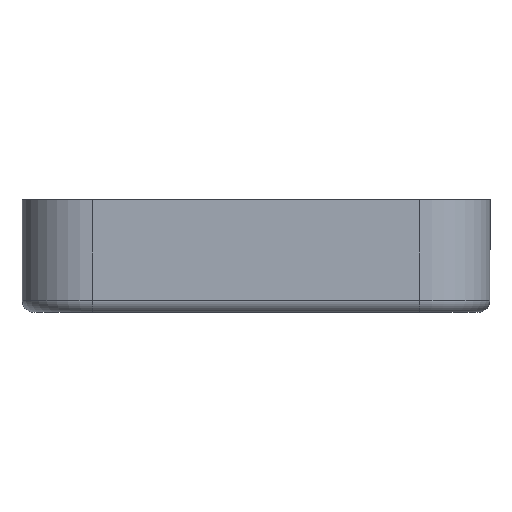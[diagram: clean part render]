
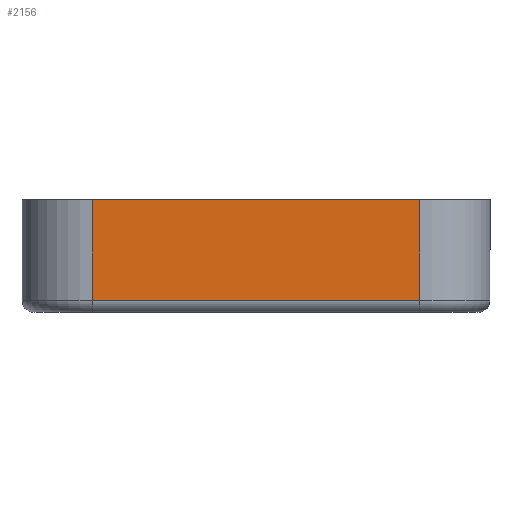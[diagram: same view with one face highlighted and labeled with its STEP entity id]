
A CAD part, left-side view. The second image highlights one B-rep face of the part: STEP entity #2156.
In plain terms, the highlighted planar face has unit normal (-1, 0, 0).
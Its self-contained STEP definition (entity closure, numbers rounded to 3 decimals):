
#266=FACE_OUTER_BOUND('',#405,.T.);
#405=EDGE_LOOP('',(#1960,#1961,#1962,#1963));
#448=LINE('',#3112,#675);
#532=LINE('',#3346,#759);
#632=LINE('',#3583,#859);
#633=LINE('',#3585,#860);
#675=VECTOR('',#2491,10.);
#759=VECTOR('',#2697,10.);
#859=VECTOR('',#2965,10.);
#860=VECTOR('',#2968,10.);
#913=VERTEX_POINT('',#3102);
#915=VERTEX_POINT('',#3108);
#1004=VERTEX_POINT('',#3343);
#1005=VERTEX_POINT('',#3345);
#1122=EDGE_CURVE('',#913,#915,#448,.T.);
#1242=EDGE_CURVE('',#1004,#1005,#532,.T.);
#1360=EDGE_CURVE('',#1004,#915,#632,.T.);
#1361=EDGE_CURVE('',#1005,#913,#633,.T.);
#1960=ORIENTED_EDGE('',*,*,#1122,.F.);
#1961=ORIENTED_EDGE('',*,*,#1361,.F.);
#1962=ORIENTED_EDGE('',*,*,#1242,.F.);
#1963=ORIENTED_EDGE('',*,*,#1360,.T.);
#2043=PLANE('',#2360);
#2156=ADVANCED_FACE('',(#266),#2043,.T.);
#2360=AXIS2_PLACEMENT_3D('',#3584,#2966,#2967);
#2491=DIRECTION('',(0.,1.,0.));
#2697=DIRECTION('',(0.,-1.,0.));
#2965=DIRECTION('',(0.,0.,-1.));
#2966=DIRECTION('center_axis',(-1.,0.,0.));
#2967=DIRECTION('ref_axis',(0.,1.,0.));
#2968=DIRECTION('',(0.,0.,-1.));
#3102=CARTESIAN_POINT('',(-42.655,14.158,-10.5));
#3108=CARTESIAN_POINT('',(-42.655,63.158,-10.5));
#3112=CARTESIAN_POINT('',(-42.655,26.408,-10.5));
#3343=CARTESIAN_POINT('',(-42.655,63.158,4.55));
#3345=CARTESIAN_POINT('',(-42.655,14.158,4.55));
#3346=CARTESIAN_POINT('',(-42.655,63.158,4.55));
#3583=CARTESIAN_POINT('',(-42.655,63.158,-10.5));
#3584=CARTESIAN_POINT('Origin',(-42.655,14.158,-10.5));
#3585=CARTESIAN_POINT('',(-42.655,14.158,-10.5));
